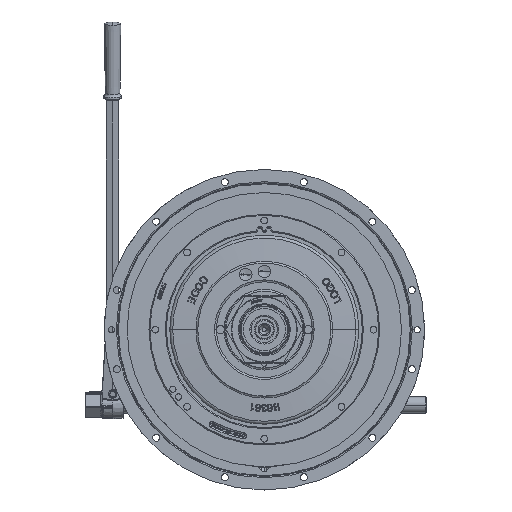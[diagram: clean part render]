
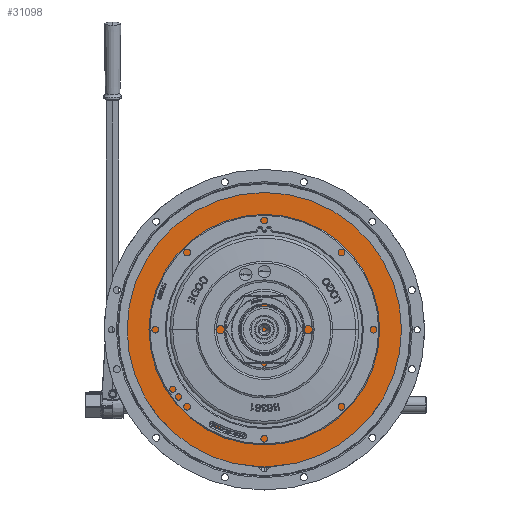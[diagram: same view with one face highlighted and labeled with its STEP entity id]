
A CAD part, top view. The second image highlights one B-rep face of the part: STEP entity #31098.
In plain terms, the highlighted planar face has unit normal (0, 0, 1).
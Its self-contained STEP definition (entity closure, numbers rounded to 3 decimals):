
#2513 = ORIENTED_EDGE ( 'NONE', *, *, #32888, .T. ) ;
#2655 = ORIENTED_EDGE ( 'NONE', *, *, #32889, .T. ) ;
#29145 = FACE_OUTER_BOUND ( 'NONE', #31887, .T. ) ;
#31098 = ADVANCED_FACE ( 'NONE', ( #29145 ), #40359, .T. ) ;
#31887 = EDGE_LOOP ( 'NONE', ( #2513, #2655 ) ) ;
#32888 = EDGE_CURVE ( 'NONE', #37609, #38035, #57640, .T. ) ;
#32889 = EDGE_CURVE ( 'NONE', #38035, #37609, #57642, .T. ) ;
#34171 = CARTESIAN_POINT ( 'NONE',  ( 0., 0., -35.979 ) ) ;
#34187 = DIRECTION ( 'NONE',  ( 0., 0., 1. ) ) ;
#34189 = DIRECTION ( 'NONE',  ( 1., 0., 0. ) ) ;
#34191 = CARTESIAN_POINT ( 'NONE',  ( 0., 0., -35.979 ) ) ;
#34195 = DIRECTION ( 'NONE',  ( 0., 0., 1. ) ) ;
#34197 = DIRECTION ( 'NONE',  ( 1., 0., 0. ) ) ;
#34706 = CARTESIAN_POINT ( 'NONE',  ( 218.44, 0., -35.979 ) ) ;
#35400 = CARTESIAN_POINT ( 'NONE',  ( -218.44, 0., -35.979 ) ) ;
#37609 = VERTEX_POINT ( 'NONE', #34706 ) ;
#38035 = VERTEX_POINT ( 'NONE', #35400 ) ;
#40355 = CARTESIAN_POINT ( 'NONE',  ( 0., 0., -35.979 ) ) ;
#40359 = PLANE ( 'NONE',  #68066 ) ;
#40379 = DIRECTION ( 'NONE',  ( 0., 0., 1. ) ) ;
#40381 = DIRECTION ( 'NONE',  ( 1., 0., 0. ) ) ;
#57640 = CIRCLE ( 'NONE', #68769, 218.44 ) ;
#57642 = CIRCLE ( 'NONE', #68761, 218.44 ) ;
#68066 = AXIS2_PLACEMENT_3D ( 'NONE', #40355, #40379, #40381 ) ;
#68761 = AXIS2_PLACEMENT_3D ( 'NONE', #34191, #34195, #34197 ) ;
#68769 = AXIS2_PLACEMENT_3D ( 'NONE', #34171, #34187, #34189 ) ;
